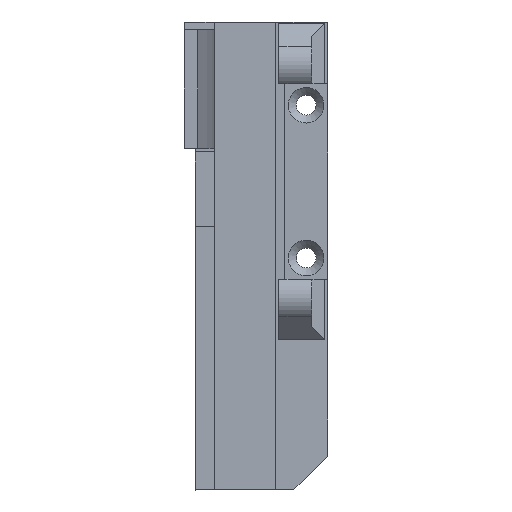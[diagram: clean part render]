
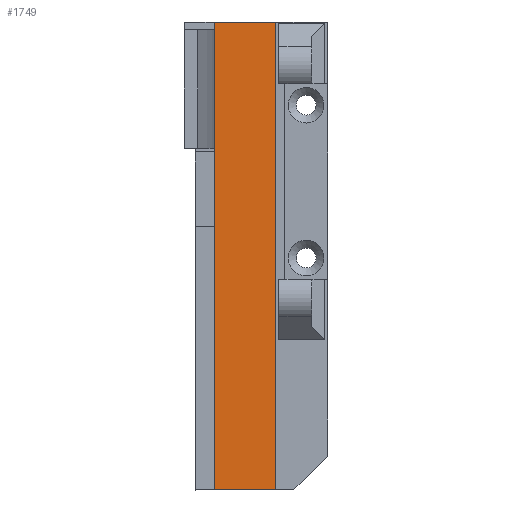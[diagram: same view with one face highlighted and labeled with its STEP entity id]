
A CAD part, top view. The second image highlights one B-rep face of the part: STEP entity #1749.
In plain terms, the highlighted planar face has unit normal (0, 0, 1).
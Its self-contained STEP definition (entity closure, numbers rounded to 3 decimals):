
#114=FACE_OUTER_BOUND('',#213,.T.);
#213=EDGE_LOOP('',(#1343,#1344,#1345,#1346,#1347,#1348,#1349));
#283=LINE('',#2450,#502);
#343=LINE('',#2599,#562);
#386=LINE('',#2690,#605);
#394=LINE('',#2704,#613);
#395=LINE('',#2706,#614);
#396=LINE('',#2708,#615);
#397=LINE('',#2709,#616);
#502=VECTOR('',#1964,10.);
#562=VECTOR('',#2088,10.);
#605=VECTOR('',#2169,10.);
#613=VECTOR('',#2185,10.);
#614=VECTOR('',#2186,10.);
#615=VECTOR('',#2187,10.);
#616=VECTOR('',#2188,10.);
#719=VERTEX_POINT('',#2447);
#720=VERTEX_POINT('',#2449);
#775=VERTEX_POINT('',#2595);
#777=VERTEX_POINT('',#2598);
#806=VERTEX_POINT('',#2689);
#809=VERTEX_POINT('',#2705);
#810=VERTEX_POINT('',#2707);
#886=EDGE_CURVE('',#719,#720,#283,.T.);
#959=EDGE_CURVE('',#775,#777,#343,.T.);
#1004=EDGE_CURVE('',#806,#719,#386,.T.);
#1012=EDGE_CURVE('',#720,#775,#394,.T.);
#1013=EDGE_CURVE('',#809,#806,#395,.T.);
#1014=EDGE_CURVE('',#810,#809,#396,.T.);
#1015=EDGE_CURVE('',#777,#810,#397,.T.);
#1343=ORIENTED_EDGE('',*,*,#1012,.F.);
#1344=ORIENTED_EDGE('',*,*,#886,.F.);
#1345=ORIENTED_EDGE('',*,*,#1004,.F.);
#1346=ORIENTED_EDGE('',*,*,#1013,.F.);
#1347=ORIENTED_EDGE('',*,*,#1014,.F.);
#1348=ORIENTED_EDGE('',*,*,#1015,.F.);
#1349=ORIENTED_EDGE('',*,*,#959,.F.);
#1664=PLANE('',#1870);
#1749=ADVANCED_FACE('',(#114),#1664,.T.);
#1870=AXIS2_PLACEMENT_3D('',#2703,#2183,#2184);
#1964=DIRECTION('',(-1.,0.,0.));
#2088=DIRECTION('',(0.,1.,0.));
#2169=DIRECTION('',(0.,-1.,0.));
#2183=DIRECTION('center_axis',(0.,0.,
1.));
#2184=DIRECTION('ref_axis',(1.,0.,0.));
#2185=DIRECTION('',(0.,1.,0.));
#2186=DIRECTION('',(1.,0.,0.));
#2187=DIRECTION('',(1.,0.,0.));
#2188=DIRECTION('',(1.,0.,0.));
#2447=CARTESIAN_POINT('',(63.03,50.446,1.2));
#2449=CARTESIAN_POINT('',(51.649,50.446,1.2));
#2450=CARTESIAN_POINT('',(62.93,50.446,1.2));
#2595=CARTESIAN_POINT('',(51.649,90.396,1.2));
#2598=CARTESIAN_POINT('',(51.649,121.396,1.2));
#2599=CARTESIAN_POINT('',(51.649,42.221,1.2));
#2689=CARTESIAN_POINT('',(63.03,121.396,1.2));
#2690=CARTESIAN_POINT('',(63.03,42.221,1.2));
#2703=CARTESIAN_POINT('Origin',(51.75,-10.554,1.2));
#2704=CARTESIAN_POINT('',(51.649,42.221,1.2));
#2705=CARTESIAN_POINT('',(61.981,121.396,1.2));
#2706=CARTESIAN_POINT('',(48.04,121.396,1.2));
#2707=CARTESIAN_POINT('',(52.698,121.396,1.2));
#2708=CARTESIAN_POINT('',(48.04,121.396,1.2));
#2709=CARTESIAN_POINT('',(48.04,121.396,1.2));
